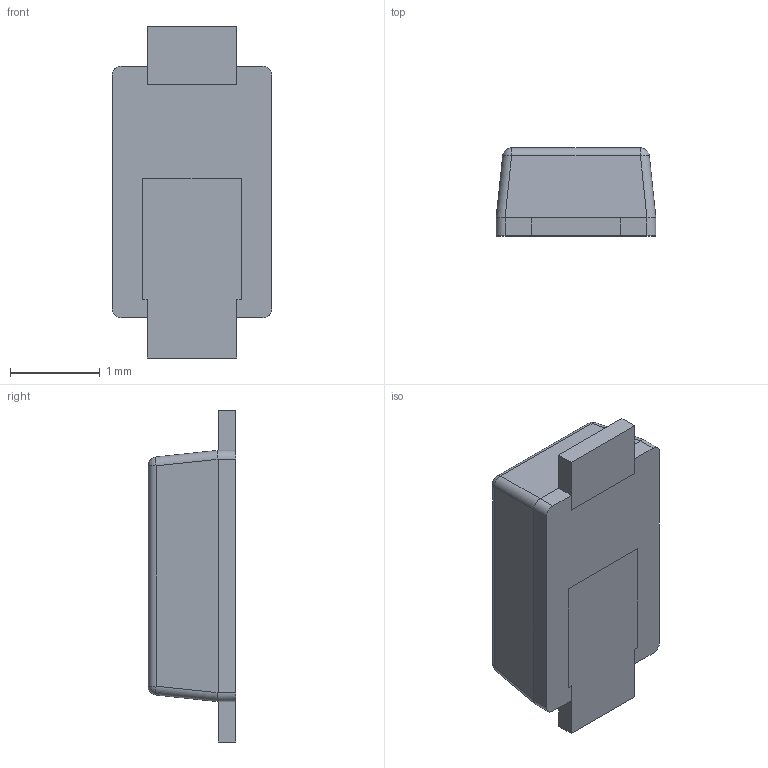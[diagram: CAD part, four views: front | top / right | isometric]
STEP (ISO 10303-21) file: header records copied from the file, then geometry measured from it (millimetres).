
FILE_DESCRIPTION (( 'STEP AP214' ), '1' );
FILE_NAME ('DFLS1100-7.STEP', '2022-09-07T08:27:21', ( '' ), ( '' ), 'SwSTEP 2.0', 'SolidWorks 2018', '' );
FILE_SCHEMA (( 'AUTOMOTIVE_DESIGN' ));
Length unit declared in the file: millimetre
Products named in the file (1): DFLS1100-7
Bounding box: 1.78 x 0.98 x 3.7 mm (x, y, z)
Volume: 4.8 mm3; surface area: 25.7 mm2
Topology: 3 solids, 3 shells, 56 faces, 138 edges, 84 vertices
Faces by surface type: plane 40, cylinder 12, sphere 4
Entity records: 2122 total; most frequent: CARTESIAN_POINT 311, ORIENTED_EDGE 268, DIRECTION 252, EDGE_CURVE 134, VECTOR 106, LINE 106, VERTEX_POINT 84, AXIS2_PLACEMENT_3D 73
